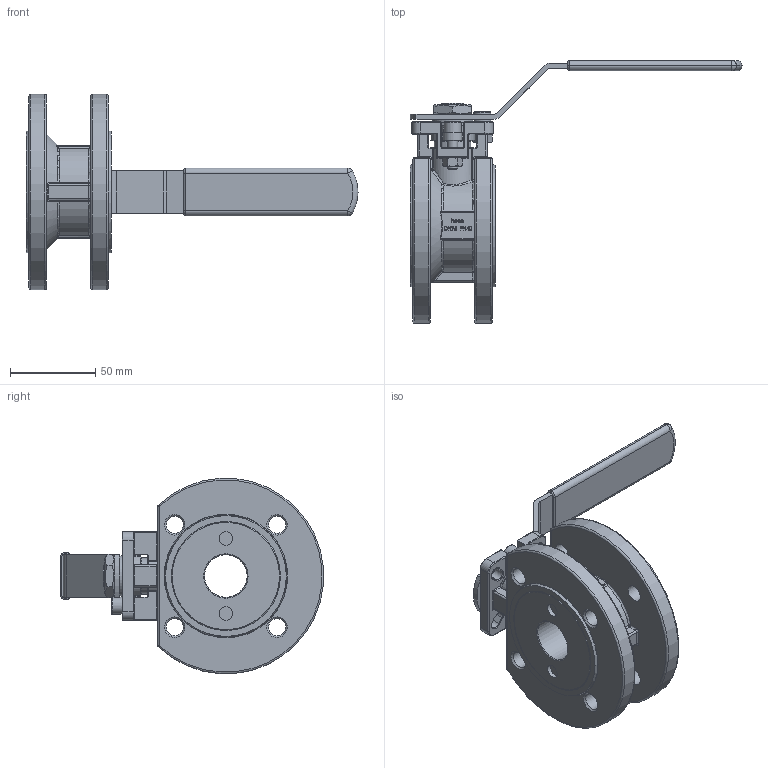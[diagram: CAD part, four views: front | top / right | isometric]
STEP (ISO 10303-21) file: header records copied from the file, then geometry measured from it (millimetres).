
FILE_DESCRIPTION (( 'STEP AP214' ), '1' );
FILE_NAME ('KK-100-000-4 Flanschkugelhahn 2302.STEP', '2023-02-02T10:10:10', ( '' ), ( '' ), 'SwSTEP 2.0', 'SolidWorks 2019', '' );
FILE_SCHEMA (( 'AUTOMOTIVE_DESIGN' ));
Length unit declared in the file: millimetre
Products named in the file (1): KK-100-000-4 Flanschkugelhahn 2302
Bounding box: 195 x 154.39 x 114.71 mm (x, y, z)
Volume: 303028.2 mm3; surface area: 75888.8 mm2
Topology: 1 solids, 1 shells, 1191 faces, 2904 edges, 1706 vertices
Faces by surface type: plane 360, cylinder 308, bspline 275, torus 129, cone 61, sphere 58
Full cylindrical faces by diameter (mm): 6 x6, 6.2 x2, 6.8 x2, 8 x2, 9.99 x1, 10 x10, 14 x1, 16 x1, 21.5 x1, 22 x1, 24 x2, 25 x1, 64 x1
Entity records: 51145 total; most frequent: CARTESIAN_POINT 21978, ORIENTED_EDGE 5478, DIRECTION 4740, EDGE_CURVE 2739, AXIS2_PLACEMENT_3D 1754, VERTEX_POINT 1683, EDGE_LOOP 1364, FACE_OUTER_BOUND 1240
